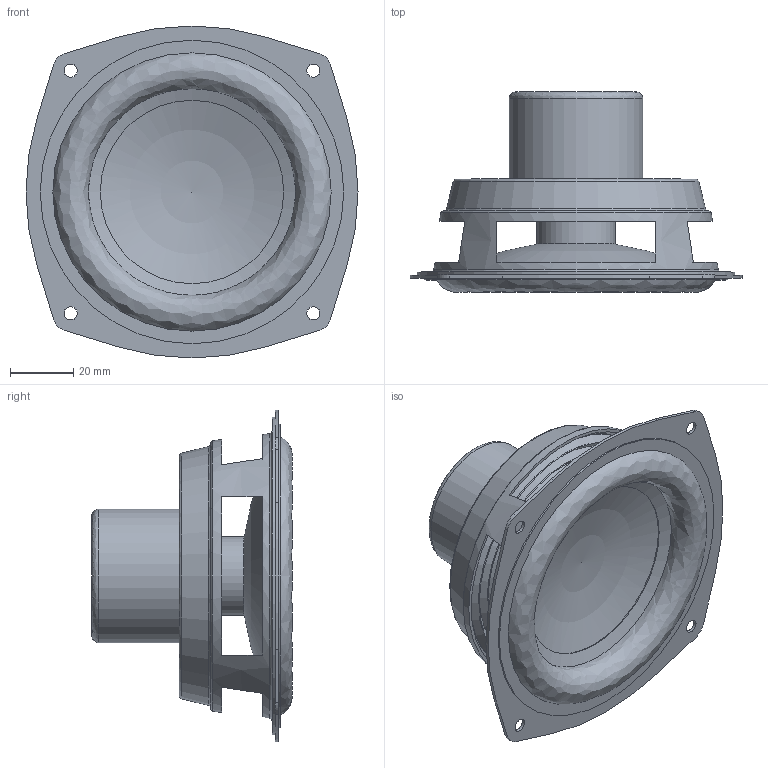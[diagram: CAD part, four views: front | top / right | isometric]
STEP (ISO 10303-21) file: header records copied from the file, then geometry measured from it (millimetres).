
FILE_DESCRIPTION(('FreeCAD Model'),'2;1');
FILE_NAME('Dayton_ND105.step','2021-03-23T16:59:25',('Author'),(''), 'Open CASCADE STEP processor 7.3','FreeCAD','Unknown');
FILE_SCHEMA(('AUTOMOTIVE_DESIGN { 1 0 10303 214 1 1 1 1 }'));
Length unit declared in the file: millimetre
Products named in the file (1): Dayton_ND105
Bounding box: 105 x 63.33 x 105 mm (x, y, z)
Volume: 61484.6 mm3; surface area: 80696.8 mm2
Topology: 7 solids, 7 shells, 115 faces, 252 edges, 155 vertices
Faces by surface type: plane 44, cone 34, cylinder 27, revolution 8, sphere 2
Full cylindrical faces by diameter (mm): 4.2 x4, 10 x1, 23 x1, 24 x1, 25 x3, 26 x1, 27 x2, 42.2 x1, 70.233 x1, 81 x1, 88.46 x1, 96 x1, 100.5 x1
Entity records: 7422 total; most frequent: CARTESIAN_POINT 1237, DIRECTION 1097, ORIENTED_EDGE 500, PCURVE 500, DEFINITIONAL_REPRESENTATION 500, LINE 489, VECTOR 489, AXIS2_PLACEMENT_3D 263
